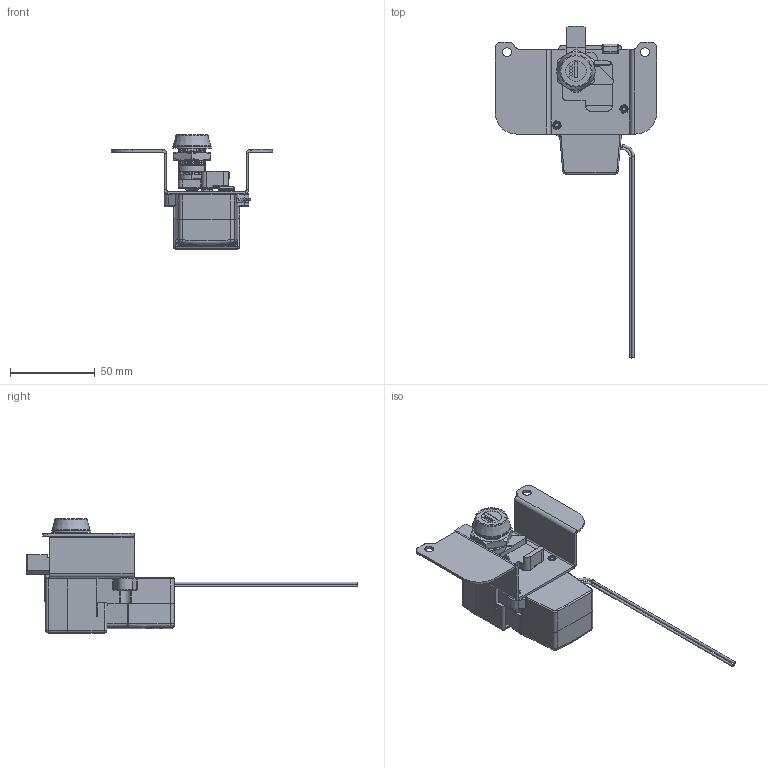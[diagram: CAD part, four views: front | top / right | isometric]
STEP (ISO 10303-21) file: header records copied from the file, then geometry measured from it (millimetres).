
FILE_DESCRIPTION(/* description */ (''),/* implementation_level */ '2;1');
FILE_NAME(/* name */ 'EM-28400-S_CD.stp',/* time_stamp */ '2026-02-26T08:18:40-06:00',/* author */ ('mmisner'),/* organization */ (''),/* preprocessor_version */ 'ST-DEVELOPER v20',/* originating_system */ 'Autodesk Inventor 2024',/* authorisation */ '');
FILE_SCHEMA (('AUTOMOTIVE_DESIGN { 1 0 10303 214 3 1 1 }'));
Products named in the file (1): EM-28400-S_Simplify_1
Bounding box: 95.25 x 195.63 x 67.19 mm (x, y, z)
Volume: 63370.3 mm3; surface area: 63308.6 mm2
Topology: 7 solids, 7 shells, 1742 faces, 4789 edges, 3059 vertices
Faces by surface type: plane 874, cylinder 494, bspline 231, torus 82, cone 46, sphere 15
Full cylindrical faces by diameter (mm): 1.422 x4, 2.35 x24, 2.459 x12, 3 x6, 3.302 x2, 3.5 x3, 3.75 x1, 3.78 x2, 3.99 x4, 4 x4, 4.2 x6, 4.216 x2, 4.7 x5, 4.978 x3, 5.182 x2, 6 x2, 6.35 x3, 6.502 x1, 6.858 x4, 7.4 x2, 9.398 x1, 11.1 x1, 12.014 x1, 12.662 x2, 12.802 x1, 15.494 x1, 15.9 x1, 15.926 x1, 16.535 x1, 16.891 x1
Entity records: 67205 total; most frequent: CARTESIAN_POINT 22156, ORIENTED_EDGE 9562, DIRECTION 8321, EDGE_CURVE 4781, VERTEX_POINT 3059, AXIS2_PLACEMENT_3D 2825, LINE 2671, VECTOR 2671
